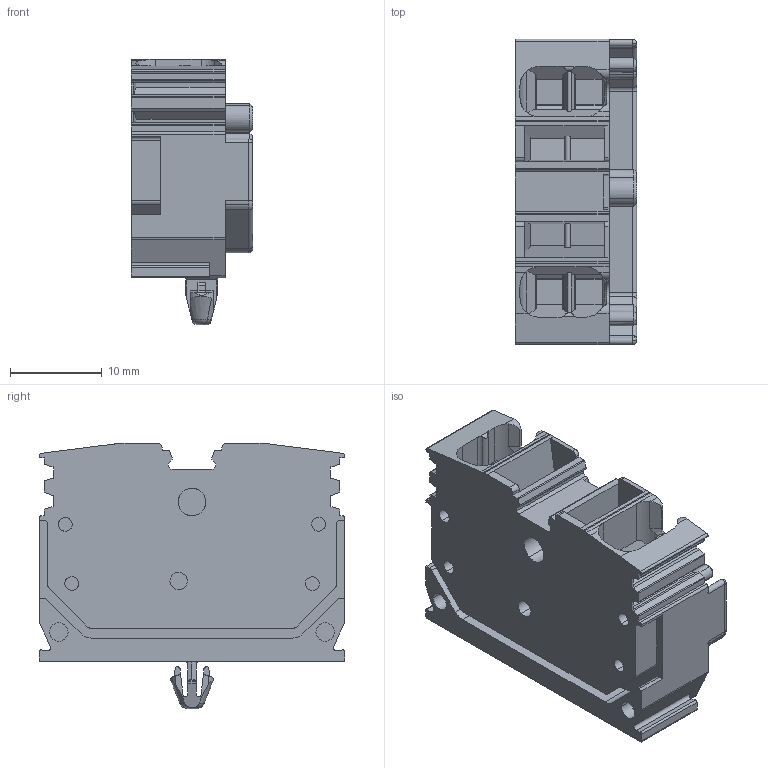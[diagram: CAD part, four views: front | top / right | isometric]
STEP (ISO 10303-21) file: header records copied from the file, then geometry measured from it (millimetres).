
FILE_DESCRIPTION(('CATIA V5 STEP','CAx-IF Rec.Pracs.--- Model Styling and Organization---1.4--- 2014-01-23'),'2;1');
FILE_NAME ('019363-2_0', '2021-06-02T14:18:54+00:00', ('none'), ('Weidmueller'), 'CATIA Version 5-6 Release 2016 SP3 HF44', 'CATIA V5 STEP AP214', 'none');
FILE_SCHEMA(('AUTOMOTIVE_DESIGN { 1 0 10303 214 1 1 1 1 }'));
Length unit declared in the file: millimetre
Products named in the file (1): 1712970000
Bounding box: 13.2 x 33.2 x 28.9 mm (x, y, z)
Volume: 6332.7 mm3; surface area: 4548 mm2
Topology: 1 solids, 1 shells, 434 faces, 1192 edges, 773 vertices
Faces by surface type: plane 248, cylinder 152, cone 18, torus 12, sphere 4
Entity records: 14083 total; most frequent: CARTESIAN_POINT 3682, ORIENTED_EDGE 2376, DIRECTION 1752, EDGE_CURVE 1188, VECTOR 806, LINE 806, VERTEX_POINT 773, AXIS2_PLACEMENT_3D 591
